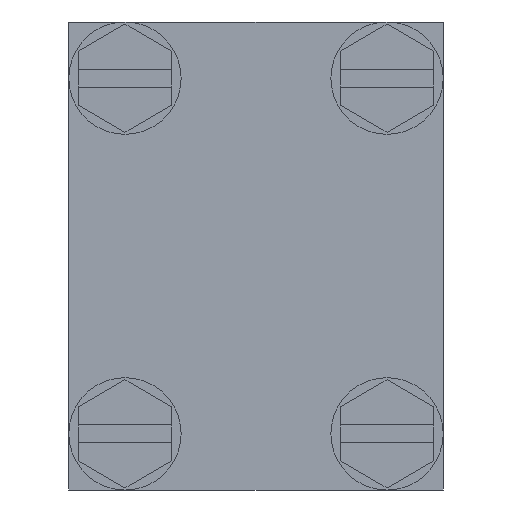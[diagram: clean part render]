
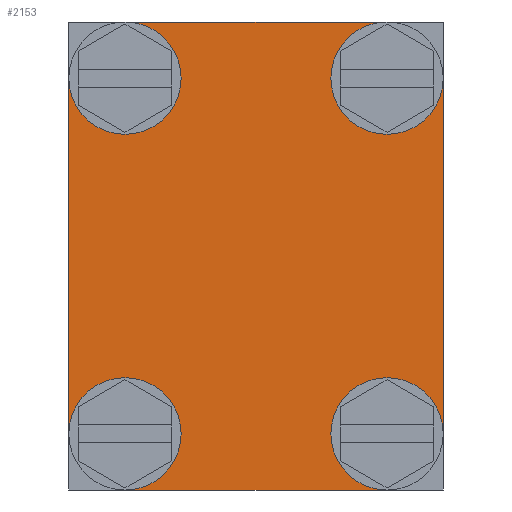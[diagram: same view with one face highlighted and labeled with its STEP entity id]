
A CAD part, front view. The second image highlights one B-rep face of the part: STEP entity #2153.
In plain terms, the highlighted planar face has unit normal (0, -1, 0).
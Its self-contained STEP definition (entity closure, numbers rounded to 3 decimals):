
#43=CIRCLE('',#2258,6.);
#44=CIRCLE('',#2259,6.);
#45=CIRCLE('',#2260,6.);
#46=CIRCLE('',#2261,6.);
#113=ORIENTED_EDGE('',*,*,#505,.F.);
#114=ORIENTED_EDGE('',*,*,#506,.T.);
#115=ORIENTED_EDGE('',*,*,#507,.F.);
#116=ORIENTED_EDGE('',*,*,#508,.T.);
#117=ORIENTED_EDGE('',*,*,#509,.F.);
#118=ORIENTED_EDGE('',*,*,#510,.T.);
#119=ORIENTED_EDGE('',*,*,#511,.F.);
#120=ORIENTED_EDGE('',*,*,#512,.T.);
#505=EDGE_CURVE('',#693,#692,#43,.T.);
#506=EDGE_CURVE('',#693,#695,#838,.T.);
#507=EDGE_CURVE('',#696,#695,#44,.T.);
#508=EDGE_CURVE('',#696,#701,#839,.T.);
#509=EDGE_CURVE('',#702,#701,#45,.T.);
#510=EDGE_CURVE('',#702,#698,#840,.T.);
#511=EDGE_CURVE('',#699,#698,#46,.T.);
#512=EDGE_CURVE('',#699,#692,#841,.T.);
#692=VERTEX_POINT('',#2868);
#693=VERTEX_POINT('',#2869);
#695=VERTEX_POINT('',#2875);
#696=VERTEX_POINT('',#2876);
#698=VERTEX_POINT('',#2882);
#699=VERTEX_POINT('',#2883);
#701=VERTEX_POINT('',#2892);
#702=VERTEX_POINT('',#2894);
#838=LINE('',#2889,#990);
#839=LINE('',#2891,#991);
#840=LINE('',#2895,#992);
#841=LINE('',#2897,#993);
#990=VECTOR('',#2439,1000.);
#991=VECTOR('',#2442,1000.);
#992=VECTOR('',#2445,1000.);
#993=VECTOR('',#2448,1000.);
#1123=EDGE_LOOP('',(#113,#114,#115,#116,#117,#118,#119,#120));
#1263=FACE_BOUND('',#1123,.T.);
#1403=PLANE('',#2257);
#2153=ADVANCED_FACE('',(#1263),#1403,.T.);
#2257=AXIS2_PLACEMENT_3D('',#2887,#2435,#2436);
#2258=AXIS2_PLACEMENT_3D('',#2888,#2437,#2438);
#2259=AXIS2_PLACEMENT_3D('',#2890,#2440,#2441);
#2260=AXIS2_PLACEMENT_3D('',#2893,#2443,#2444);
#2261=AXIS2_PLACEMENT_3D('',#2896,#2446,#2447);
#2435=DIRECTION('',(0.,-1.,0.));
#2436=DIRECTION('',(0.,0.,-1.));
#2437=DIRECTION('',(0.,-1.,0.));
#2438=DIRECTION('',(1.,0.,0.));
#2439=DIRECTION('',(-1.,0.,0.));
#2440=DIRECTION('',(0.,-1.,0.));
#2441=DIRECTION('',(1.,0.,0.));
#2442=DIRECTION('',(0.,0.,-1.));
#2443=DIRECTION('',(0.,-1.,0.));
#2444=DIRECTION('',(1.,0.,0.));
#2445=DIRECTION('',(1.,0.,0.));
#2446=DIRECTION('',(0.,-1.,0.));
#2447=DIRECTION('',(1.,0.,0.));
#2448=DIRECTION('',(0.,0.,1.));
#2868=CARTESIAN_POINT('',(20.,-4.,19.));
#2869=CARTESIAN_POINT('',(14.,-4.,25.));
#2875=CARTESIAN_POINT('',(-14.,-4.,25.));
#2876=CARTESIAN_POINT('',(-20.,-4.,19.));
#2882=CARTESIAN_POINT('',(14.,-4.,-25.));
#2883=CARTESIAN_POINT('',(20.,-4.,-19.));
#2887=CARTESIAN_POINT('',(0.,-4.,0.));
#2888=CARTESIAN_POINT('',(14.,-4.,19.));
#2889=CARTESIAN_POINT('',(20.,-4.,25.));
#2890=CARTESIAN_POINT('',(-14.,-4.,19.));
#2891=CARTESIAN_POINT('',(-20.,-4.,25.));
#2892=CARTESIAN_POINT('',(-20.,-4.,-19.));
#2893=CARTESIAN_POINT('',(-14.,-4.,-19.));
#2894=CARTESIAN_POINT('',(-14.,-4.,-25.));
#2895=CARTESIAN_POINT('',(-20.,-4.,-25.));
#2896=CARTESIAN_POINT('',(14.,-4.,-19.));
#2897=CARTESIAN_POINT('',(20.,-4.,-25.));
